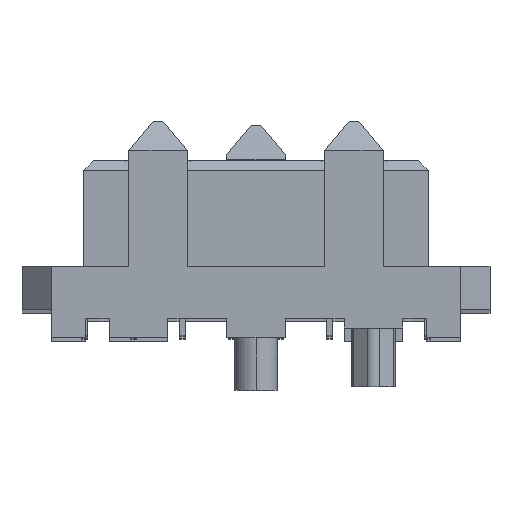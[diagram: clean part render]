
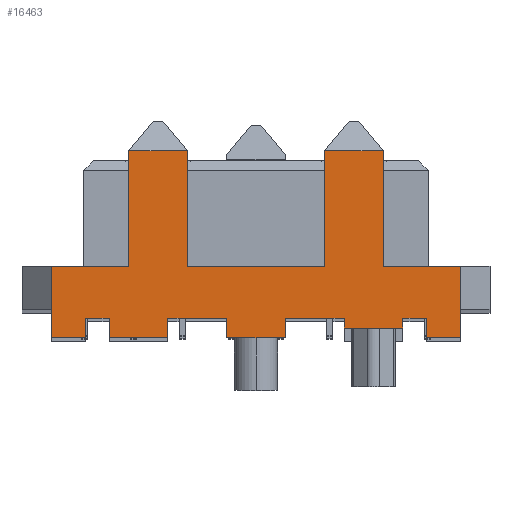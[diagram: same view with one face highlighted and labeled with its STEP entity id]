
A CAD part, top view. The second image highlights one B-rep face of the part: STEP entity #16463.
In plain terms, the highlighted planar face has unit normal (0, 0, 1).
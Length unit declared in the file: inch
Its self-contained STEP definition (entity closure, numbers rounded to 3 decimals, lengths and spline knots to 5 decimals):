
#26=DIRECTION('',(0.,1.,0.));
#27=VECTOR('',#26,0.118);
#28=CARTESIAN_POINT('',(-0.13,0.044,0.348));
#29=LINE('',#28,#27);
#82=DIRECTION('',(1.,0.,0.));
#83=VECTOR('',#82,0.06);
#84=CARTESIAN_POINT('',(-0.13,0.162,0.348));
#85=LINE('',#84,#83);
#90=DIRECTION('',(0.,1.,0.));
#91=VECTOR('',#90,0.118);
#92=CARTESIAN_POINT('',(-0.07,0.044,0.348));
#93=LINE('',#92,#91);
#94=DIRECTION('',(0.,1.,0.));
#95=VECTOR('',#94,0.118);
#96=CARTESIAN_POINT('',(0.13,0.044,0.348));
#97=LINE('',#96,#95);
#98=DIRECTION('',(1.,0.,0.));
#99=VECTOR('',#98,0.035);
#100=CARTESIAN_POINT('',(0.174,-0.029,0.348));
#101=LINE('',#100,#99);
#102=DIRECTION('',(0.,-1.,0.));
#103=VECTOR('',#102,0.02);
#104=CARTESIAN_POINT('',(0.174,-0.009,0.348));
#105=LINE('',#104,#103);
#106=DIRECTION('',(0.,1.,0.));
#107=VECTOR('',#106,0.01);
#108=CARTESIAN_POINT('',(0.15,-0.019,0.348));
#109=LINE('',#108,#107);
#110=DIRECTION('',(0.,1.,0.));
#111=VECTOR('',#110,0.02);
#112=CARTESIAN_POINT('',(0.03,-0.029,0.348));
#113=LINE('',#112,#111);
#114=DIRECTION('',(1.,0.,0.));
#115=VECTOR('',#114,0.06);
#116=CARTESIAN_POINT('',(-0.03,-0.029,0.348));
#117=LINE('',#116,#115);
#118=DIRECTION('',(0.,-1.,0.));
#119=VECTOR('',#118,0.02);
#120=CARTESIAN_POINT('',(-0.03,-0.009,0.348));
#121=LINE('',#120,#119);
#122=DIRECTION('',(1.,0.,0.));
#123=VECTOR('',#122,0.06);
#124=CARTESIAN_POINT('',(-0.09,-0.009,0.348));
#125=LINE('',#124,#123);
#126=DIRECTION('',(0.,1.,0.));
#127=VECTOR('',#126,0.02);
#128=CARTESIAN_POINT('',(-0.09,-0.029,0.348));
#129=LINE('',#128,#127);
#130=DIRECTION('',(1.,0.,0.));
#131=VECTOR('',#130,0.06);
#132=CARTESIAN_POINT('',(-0.15,-0.029,0.348));
#133=LINE('',#132,#131);
#134=DIRECTION('',(0.,-1.,0.));
#135=VECTOR('',#134,0.02);
#136=CARTESIAN_POINT('',(-0.15,-0.009,0.348));
#137=LINE('',#136,#135);
#138=DIRECTION('',(1.,0.,0.));
#139=VECTOR('',#138,0.024);
#140=CARTESIAN_POINT('',(-0.174,-0.009,0.348));
#141=LINE('',#140,#139);
#142=DIRECTION('',(0.,1.,0.));
#143=VECTOR('',#142,0.02);
#144=CARTESIAN_POINT('',(-0.174,-0.029,0.348));
#145=LINE('',#144,#143);
#146=DIRECTION('',(1.,0.,0.));
#147=VECTOR('',#146,0.035);
#148=CARTESIAN_POINT('',(-0.209,-0.029,0.348));
#149=LINE('',#148,#147);
#150=DIRECTION('',(0.,-1.,0.));
#151=VECTOR('',#150,0.029);
#152=CARTESIAN_POINT('',(-0.209,0.,0.348));
#153=LINE('',#152,#151);
#170=DIRECTION('',(1.,0.,0.));
#171=VECTOR('',#170,0.079);
#172=CARTESIAN_POINT('',(-0.209,0.044,0.348));
#173=LINE('',#172,#171);
#562=DIRECTION('',(1.,0.,0.));
#563=VECTOR('',#562,0.079);
#564=CARTESIAN_POINT('',(0.13,0.044,0.348));
#565=LINE('',#564,#563);
#582=DIRECTION('',(0.,-1.,0.));
#583=VECTOR('',#582,0.044);
#584=CARTESIAN_POINT('',(0.209,0.044,0.348));
#585=LINE('',#584,#583);
#610=DIRECTION('',(0.,1.,0.));
#611=VECTOR('',#610,0.118);
#612=CARTESIAN_POINT('',(0.07,0.044,0.348));
#613=LINE('',#612,#611);
#666=DIRECTION('',(1.,0.,0.));
#667=VECTOR('',#666,0.06);
#668=CARTESIAN_POINT('',(0.07,0.162,0.348));
#669=LINE('',#668,#667);
#674=DIRECTION('',(1.,0.,0.));
#675=VECTOR('',#674,0.14);
#676=CARTESIAN_POINT('',(-0.07,0.044,0.348));
#677=LINE('',#676,#675);
#1514=DIRECTION('',(0.,1.,0.));
#1515=VECTOR('',#1514,0.044);
#1516=CARTESIAN_POINT('',(-0.209,0.,0.348));
#1517=LINE('',#1516,#1515);
#1678=DIRECTION('',(-1.,0.,0.));
#1679=VECTOR('',#1678,0.06);
#1680=CARTESIAN_POINT('',(0.09,-0.009,0.348));
#1681=LINE('',#1680,#1679);
#1686=DIRECTION('',(0.,1.,0.));
#1687=VECTOR('',#1686,0.01);
#1688=CARTESIAN_POINT('',(0.09,-0.019,0.348));
#1689=LINE('',#1688,#1687);
#1694=DIRECTION('',(-1.,0.,0.));
#1695=VECTOR('',#1694,0.06);
#1696=CARTESIAN_POINT('',(0.15,-0.019,0.348));
#1697=LINE('',#1696,#1695);
#1756=DIRECTION('',(-1.,0.,0.));
#1757=VECTOR('',#1756,0.024);
#1758=CARTESIAN_POINT('',(0.174,-0.009,0.348));
#1759=LINE('',#1758,#1757);
#1776=DIRECTION('',(0.,-1.,0.));
#1777=VECTOR('',#1776,0.029);
#1778=CARTESIAN_POINT('',(0.209,0.,0.348));
#1779=LINE('',#1778,#1777);
#12272=CARTESIAN_POINT('',(-0.07,0.044,0.348));
#12273=VERTEX_POINT('',#12272);
#12274=CARTESIAN_POINT('',(-0.07,0.162,0.348));
#12275=VERTEX_POINT('',#12274);
#12460=CARTESIAN_POINT('',(-0.15,-0.009,0.348));
#12461=VERTEX_POINT('',#12460);
#12462=CARTESIAN_POINT('',(-0.15,-0.029,0.348));
#12463=VERTEX_POINT('',#12462);
#12474=CARTESIAN_POINT('',(0.13,0.044,0.348));
#12475=VERTEX_POINT('',#12474);
#12476=CARTESIAN_POINT('',(0.13,0.162,0.348));
#12477=VERTEX_POINT('',#12476);
#12780=CARTESIAN_POINT('',(0.209,0.,0.348));
#12781=VERTEX_POINT('',#12780);
#12782=CARTESIAN_POINT('',(0.209,0.044,0.348));
#12783=VERTEX_POINT('',#12782);
#13460=CARTESIAN_POINT('',(-0.13,0.044,0.348));
#13461=VERTEX_POINT('',#13460);
#13462=CARTESIAN_POINT('',(-0.209,0.044,0.348));
#13463=VERTEX_POINT('',#13462);
#13496=CARTESIAN_POINT('',(0.07,0.162,0.348));
#13497=VERTEX_POINT('',#13496);
#13558=CARTESIAN_POINT('',(-0.209,-0.029,0.348));
#13559=VERTEX_POINT('',#13558);
#13560=CARTESIAN_POINT('',(-0.174,-0.029,0.348));
#13561=VERTEX_POINT('',#13560);
#13620=CARTESIAN_POINT('',(-0.13,0.162,0.348));
#13621=VERTEX_POINT('',#13620);
#13660=CARTESIAN_POINT('',(0.07,0.044,0.348));
#13661=VERTEX_POINT('',#13660);
#13662=CARTESIAN_POINT('',(0.209,-0.029,0.348));
#13663=VERTEX_POINT('',#13662);
#13664=CARTESIAN_POINT('',(0.174,-0.029,0.348));
#13665=VERTEX_POINT('',#13664);
#13666=CARTESIAN_POINT('',(0.174,-0.009,0.348));
#13667=VERTEX_POINT('',#13666);
#13668=CARTESIAN_POINT('',(0.15,-0.009,0.348));
#13669=VERTEX_POINT('',#13668);
#13670=CARTESIAN_POINT('',(0.15,-0.019,0.348));
#13671=VERTEX_POINT('',#13670);
#13672=CARTESIAN_POINT('',(0.09,-0.019,0.348));
#13673=VERTEX_POINT('',#13672);
#13674=CARTESIAN_POINT('',(0.09,-0.009,0.348));
#13675=VERTEX_POINT('',#13674);
#13676=CARTESIAN_POINT('',(0.03,-0.009,0.348));
#13677=VERTEX_POINT('',#13676);
#13678=CARTESIAN_POINT('',(0.03,-0.029,0.348));
#13679=VERTEX_POINT('',#13678);
#13680=CARTESIAN_POINT('',(-0.03,-0.029,0.348));
#13681=VERTEX_POINT('',#13680);
#13682=CARTESIAN_POINT('',(-0.03,-0.009,0.348));
#13683=VERTEX_POINT('',#13682);
#13684=CARTESIAN_POINT('',(-0.09,-0.009,0.348));
#13685=VERTEX_POINT('',#13684);
#13686=CARTESIAN_POINT('',(-0.09,-0.029,0.348));
#13687=VERTEX_POINT('',#13686);
#13688=CARTESIAN_POINT('',(-0.174,-0.009,0.348));
#13689=VERTEX_POINT('',#13688);
#13690=CARTESIAN_POINT('',(-0.209,0.,0.348));
#13691=VERTEX_POINT('',#13690);
#16399=CARTESIAN_POINT('',(0.239,1.80607,0.348));
#16400=DIRECTION('',(0.,0.,1.));
#16401=DIRECTION('',(1.,0.,0.));
#16402=AXIS2_PLACEMENT_3D('',#16399,#16400,#16401);
#16403=PLANE('',#16402);
#16405=ORIENTED_EDGE('',*,*,#16404,.T.);
#16406=ORIENTED_EDGE('',*,*,#16314,.T.);
#16407=ORIENTED_EDGE('',*,*,#16382,.T.);
#16408=ORIENTED_EDGE('',*,*,#16283,.F.);
#16410=ORIENTED_EDGE('',*,*,#16409,.T.);
#16412=ORIENTED_EDGE('',*,*,#16411,.T.);
#16414=ORIENTED_EDGE('',*,*,#16413,.T.);
#16416=ORIENTED_EDGE('',*,*,#16415,.F.);
#16418=ORIENTED_EDGE('',*,*,#16417,.T.);
#16420=ORIENTED_EDGE('',*,*,#16419,.T.);
#16422=ORIENTED_EDGE('',*,*,#16421,.T.);
#16424=ORIENTED_EDGE('',*,*,#16423,.F.);
#16426=ORIENTED_EDGE('',*,*,#16425,.F.);
#16428=ORIENTED_EDGE('',*,*,#16427,.T.);
#16430=ORIENTED_EDGE('',*,*,#16429,.F.);
#16432=ORIENTED_EDGE('',*,*,#16431,.T.);
#16434=ORIENTED_EDGE('',*,*,#16433,.T.);
#16436=ORIENTED_EDGE('',*,*,#16435,.T.);
#16438=ORIENTED_EDGE('',*,*,#16437,.F.);
#16440=ORIENTED_EDGE('',*,*,#16439,.F.);
#16442=ORIENTED_EDGE('',*,*,#16441,.F.);
#16444=ORIENTED_EDGE('',*,*,#16443,.F.);
#16446=ORIENTED_EDGE('',*,*,#16445,.F.);
#16448=ORIENTED_EDGE('',*,*,#16447,.F.);
#16450=ORIENTED_EDGE('',*,*,#16449,.F.);
#16452=ORIENTED_EDGE('',*,*,#16451,.F.);
#16454=ORIENTED_EDGE('',*,*,#16453,.F.);
#16456=ORIENTED_EDGE('',*,*,#16455,.F.);
#16458=ORIENTED_EDGE('',*,*,#16457,.F.);
#16460=ORIENTED_EDGE('',*,*,#16459,.T.);
#16461=EDGE_LOOP('',(#16405,#16406,#16407,#16408,#16410,#16412,#16414,#16416,
#16418,#16420,#16422,#16424,#16426,#16428,#16430,#16432,#16434,#16436,#16438,
#16440,#16442,#16444,#16446,#16448,#16450,#16452,#16454,#16456,#16458,#16460));
#16462=FACE_OUTER_BOUND('',#16461,.F.);
#16463=ADVANCED_FACE('',(#16462),#16403,.T.);
#16283=EDGE_CURVE('',#12273,#12275,#93,.T.);
#16314=EDGE_CURVE('',#13461,#13621,#29,.T.);
#16382=EDGE_CURVE('',#13621,#12275,#85,.T.);
#16404=EDGE_CURVE('',#13463,#13461,#173,.T.);
#16409=EDGE_CURVE('',#12273,#13661,#677,.T.);
#16411=EDGE_CURVE('',#13661,#13497,#613,.T.);
#16413=EDGE_CURVE('',#13497,#12477,#669,.T.);
#16415=EDGE_CURVE('',#12475,#12477,#97,.T.);
#16417=EDGE_CURVE('',#12475,#12783,#565,.T.);
#16419=EDGE_CURVE('',#12783,#12781,#585,.T.);
#16421=EDGE_CURVE('',#12781,#13663,#1779,.T.);
#16423=EDGE_CURVE('',#13665,#13663,#101,.T.);
#16425=EDGE_CURVE('',#13667,#13665,#105,.T.);
#16427=EDGE_CURVE('',#13667,#13669,#1759,.T.);
#16429=EDGE_CURVE('',#13671,#13669,#109,.T.);
#16431=EDGE_CURVE('',#13671,#13673,#1697,.T.);
#16433=EDGE_CURVE('',#13673,#13675,#1689,.T.);
#16435=EDGE_CURVE('',#13675,#13677,#1681,.T.);
#16437=EDGE_CURVE('',#13679,#13677,#113,.T.);
#16439=EDGE_CURVE('',#13681,#13679,#117,.T.);
#16441=EDGE_CURVE('',#13683,#13681,#121,.T.);
#16443=EDGE_CURVE('',#13685,#13683,#125,.T.);
#16445=EDGE_CURVE('',#13687,#13685,#129,.T.);
#16447=EDGE_CURVE('',#12463,#13687,#133,.T.);
#16449=EDGE_CURVE('',#12461,#12463,#137,.T.);
#16451=EDGE_CURVE('',#13689,#12461,#141,.T.);
#16453=EDGE_CURVE('',#13561,#13689,#145,.T.);
#16455=EDGE_CURVE('',#13559,#13561,#149,.T.);
#16457=EDGE_CURVE('',#13691,#13559,#153,.T.);
#16459=EDGE_CURVE('',#13691,#13463,#1517,.T.);
